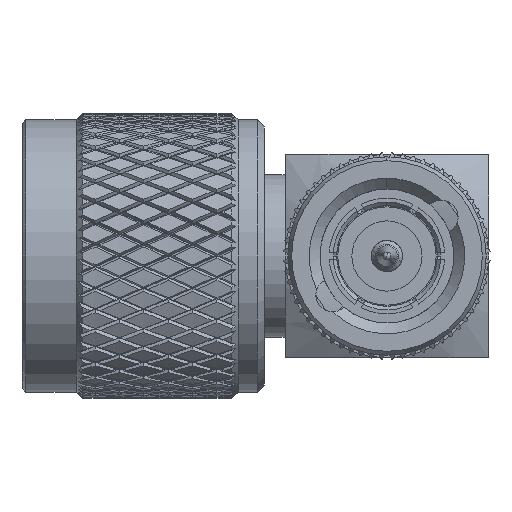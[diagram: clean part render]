
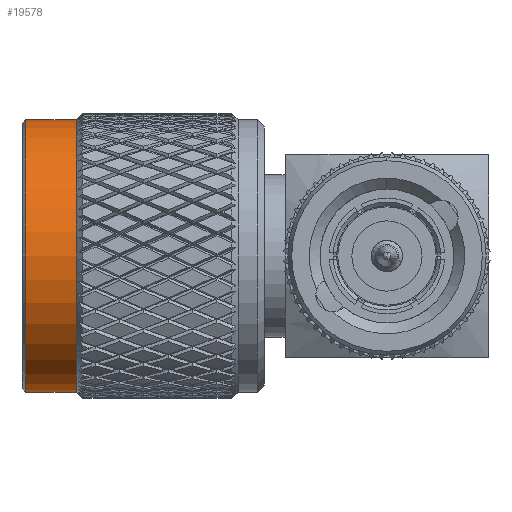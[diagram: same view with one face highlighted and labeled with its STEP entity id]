
A CAD part, front view. The second image highlights one B-rep face of the part: STEP entity #19578.
In plain terms, the highlighted cylindrical face has radius 9.563 mm (diameter 19.126 mm), a partial arc.
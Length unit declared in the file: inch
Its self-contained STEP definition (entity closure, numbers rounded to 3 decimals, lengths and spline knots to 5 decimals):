
#164 = CARTESIAN_POINT ( 'NONE',  ( 0.775, -0.3765, 0. ) ) ;
#2993 = ORIENTED_EDGE ( 'NONE', *, *, #77734, .F. ) ;
#3537 = AXIS2_PLACEMENT_3D ( 'NONE', #20105, #63226, #50213 ) ;
#4820 = DIRECTION ( 'NONE',  ( 1., 0., 0. ) ) ;
#9285 = EDGE_CURVE ( 'NONE', #15309, #77489, #62345, .T. ) ;
#12281 = VECTOR ( 'NONE', #54023, 39.37008 ) ;
#12681 = CIRCLE ( 'NONE', #43844, 0.3765 ) ;
#15309 = VERTEX_POINT ( 'NONE', #30373 ) ;
#15443 = CARTESIAN_POINT ( 'NONE',  ( 0.775, 0., 0. ) ) ;
#16218 = CYLINDRICAL_SURFACE ( 'NONE', #61966, 0.3765 ) ;
#16222 = ORIENTED_EDGE ( 'NONE', *, *, #55327, .T. ) ;
#17168 = EDGE_CURVE ( 'NONE', #75733, #77489, #12681, .T. ) ;
#19578 = ADVANCED_FACE ( 'NONE', ( #47146 ), #16218, .T. ) ;
#20105 = CARTESIAN_POINT ( 'NONE',  ( 0.01, 0., 0. ) ) ;
#20772 = DIRECTION ( 'NONE',  ( -1., 0., 0. ) ) ;
#22267 = LINE ( 'NONE', #164, #12281 ) ;
#30373 = CARTESIAN_POINT ( 'NONE',  ( 0.01, 0.3765, 0. ) ) ;
#30828 = ORIENTED_EDGE ( 'NONE', *, *, #9285, .F. ) ;
#31316 = ORIENTED_EDGE ( 'NONE', *, *, #17168, .T. ) ;
#36322 = DIRECTION ( 'NONE',  ( 1., 0., 0. ) ) ;
#37107 = CARTESIAN_POINT ( 'NONE',  ( 0.775, 0.3765, 0. ) ) ;
#38596 = CIRCLE ( 'NONE', #3537, 0.3765 ) ;
#39438 = CARTESIAN_POINT ( 'NONE',  ( 0.15, 0., 0. ) ) ;
#40559 = VERTEX_POINT ( 'NONE', #73979 ) ;
#43844 = AXIS2_PLACEMENT_3D ( 'NONE', #39438, #20772, #64287 ) ;
#43992 = CARTESIAN_POINT ( 'NONE',  ( 0.15, -0.3765, 0. ) ) ;
#45238 = EDGE_LOOP ( 'NONE', ( #2993, #16222, #31316, #30828 ) ) ;
#47146 = FACE_OUTER_BOUND ( 'NONE', #45238, .T. ) ;
#50213 = DIRECTION ( 'NONE',  ( 0., 1., 0. ) ) ;
#54023 = DIRECTION ( 'NONE',  ( 1., 0., 0. ) ) ;
#55327 = EDGE_CURVE ( 'NONE', #40559, #75733, #22267, .T. ) ;
#58805 = CARTESIAN_POINT ( 'NONE',  ( 0.15, 0.3765, 0. ) ) ;
#61966 = AXIS2_PLACEMENT_3D ( 'NONE', #15443, #4820, #66668 ) ;
#62345 = LINE ( 'NONE', #37107, #65857 ) ;
#63226 = DIRECTION ( 'NONE',  ( -1., 0., 0. ) ) ;
#64287 = DIRECTION ( 'NONE',  ( 0., 1., 0. ) ) ;
#65857 = VECTOR ( 'NONE', #36322, 39.37008 ) ;
#66668 = DIRECTION ( 'NONE',  ( 0., 1., 0. ) ) ;
#73979 = CARTESIAN_POINT ( 'NONE',  ( 0.01, -0.3765, 0. ) ) ;
#75733 = VERTEX_POINT ( 'NONE', #43992 ) ;
#77489 = VERTEX_POINT ( 'NONE', #58805 ) ;
#77734 = EDGE_CURVE ( 'NONE', #40559, #15309, #38596, .T. ) ;
